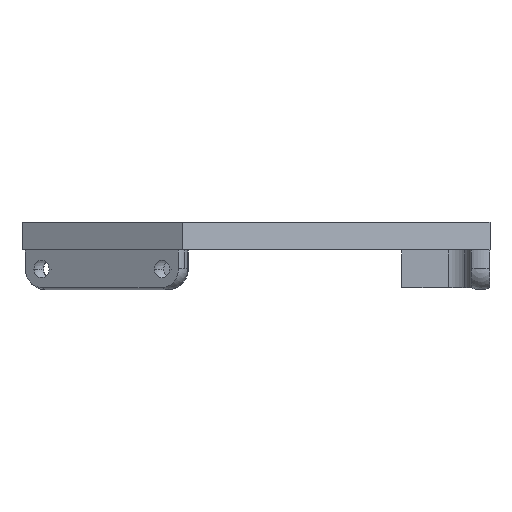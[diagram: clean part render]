
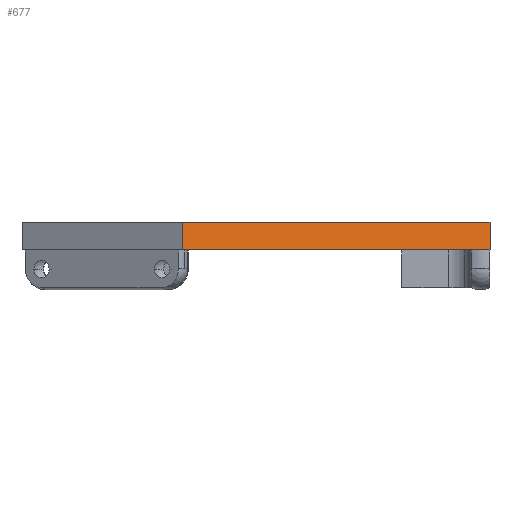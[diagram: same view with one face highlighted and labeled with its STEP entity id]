
A CAD part, front view. The second image highlights one B-rep face of the part: STEP entity #677.
In plain terms, the highlighted face is planar.
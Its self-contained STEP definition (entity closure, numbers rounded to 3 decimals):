
#23 = LINE ( 'NONE', #588, #1828 ) ;
#31 = EDGE_CURVE ( 'NONE', #1450, #1362, #347, .T. ) ;
#80 = LINE ( 'NONE', #1627, #1661 ) ;
#277 = DIRECTION ( 'NONE',  ( -0.866, 0., 0.5 ) ) ;
#327 = VECTOR ( 'NONE', #277, 1000. ) ;
#332 = EDGE_CURVE ( 'NONE', #749, #1450, #23, .T. ) ;
#347 = LINE ( 'NONE', #1312, #576 ) ;
#448 = CARTESIAN_POINT ( 'NONE',  ( -111.427, 0., -39.857 ) ) ;
#576 = VECTOR ( 'NONE', #2059, 1000. ) ;
#581 = DIRECTION ( 'NONE',  ( 0., -1., 0. ) ) ;
#588 = CARTESIAN_POINT ( 'NONE',  ( 21.197, 12., -116.427 ) ) ;
#659 = ORIENTED_EDGE ( 'NONE', *, *, #1807, .F. ) ;
#677 = ADVANCED_FACE ( 'NONE', ( #873 ), #2423, .F. ) ;
#705 = CARTESIAN_POINT ( 'NONE',  ( -111.427, 12., -39.857 ) ) ;
#749 = VERTEX_POINT ( 'NONE', #2096 ) ;
#751 = DIRECTION ( 'NONE',  ( 0., -1., 0. ) ) ;
#838 = VERTEX_POINT ( 'NONE', #705 ) ;
#873 = FACE_OUTER_BOUND ( 'NONE', #1554, .T. ) ;
#884 = CARTESIAN_POINT ( 'NONE',  ( 21.197, 0., -116.427 ) ) ;
#1002 = ORIENTED_EDGE ( 'NONE', *, *, #31, .T. ) ;
#1202 = LINE ( 'NONE', #2394, #327 ) ;
#1312 = CARTESIAN_POINT ( 'NONE',  ( 21.197, 0., -116.427 ) ) ;
#1362 = VERTEX_POINT ( 'NONE', #448 ) ;
#1388 = AXIS2_PLACEMENT_3D ( 'NONE', #2230, #1549, #581 ) ;
#1409 = DIRECTION ( 'NONE',  ( 0., -1., 0. ) ) ;
#1450 = VERTEX_POINT ( 'NONE', #884 ) ;
#1549 = DIRECTION ( 'NONE',  ( 0.5, 0., 0.866 ) ) ;
#1554 = EDGE_LOOP ( 'NONE', ( #1002, #659, #1782, #1839 ) ) ;
#1627 = CARTESIAN_POINT ( 'NONE',  ( -111.427, 12., -39.857 ) ) ;
#1661 = VECTOR ( 'NONE', #1409, 1000. ) ;
#1782 = ORIENTED_EDGE ( 'NONE', *, *, #2365, .F. ) ;
#1807 = EDGE_CURVE ( 'NONE', #838, #1362, #80, .T. ) ;
#1828 = VECTOR ( 'NONE', #751, 1000. ) ;
#1839 = ORIENTED_EDGE ( 'NONE', *, *, #332, .T. ) ;
#2059 = DIRECTION ( 'NONE',  ( -0.866, 0., 0.5 ) ) ;
#2096 = CARTESIAN_POINT ( 'NONE',  ( 21.197, 12., -116.427 ) ) ;
#2230 = CARTESIAN_POINT ( 'NONE',  ( -45.115, 12., -78.142 ) ) ;
#2365 = EDGE_CURVE ( 'NONE', #749, #838, #1202, .T. ) ;
#2394 = CARTESIAN_POINT ( 'NONE',  ( 21.197, 12., -116.427 ) ) ;
#2423 = PLANE ( 'NONE',  #1388 ) ;
